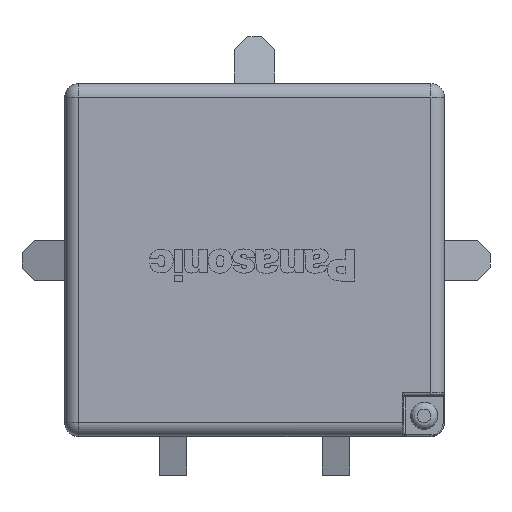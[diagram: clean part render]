
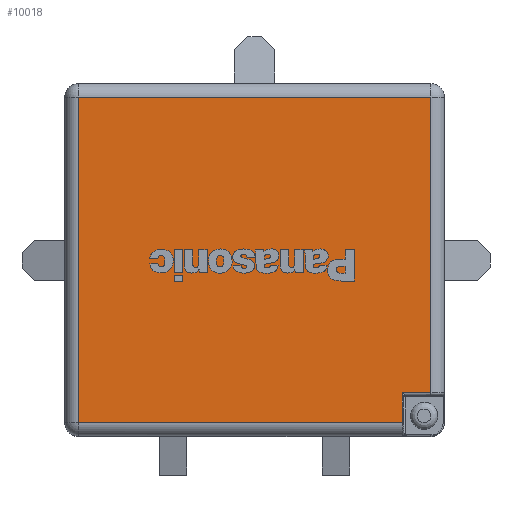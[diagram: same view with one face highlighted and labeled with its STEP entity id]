
A CAD part, top view. The second image highlights one B-rep face of the part: STEP entity #10018.
In plain terms, the highlighted planar face has unit normal (0, 0, 1).
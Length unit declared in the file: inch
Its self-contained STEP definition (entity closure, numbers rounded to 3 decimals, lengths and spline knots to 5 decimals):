
#324=LINE('',#14363,#1294);
#342=LINE('',#14401,#1312);
#343=LINE('',#14404,#1313);
#344=LINE('',#14406,#1314);
#345=LINE('',#14408,#1315);
#346=LINE('',#14409,#1316);
#1294=VECTOR('',#11513,0.3937);
#1312=VECTOR('',#11541,0.3937);
#1313=VECTOR('',#11546,0.3937);
#1314=VECTOR('',#11547,0.3937);
#1315=VECTOR('',#11548,0.3937);
#1316=VECTOR('',#11549,0.3937);
#2214=PLANE('',#10777);
#2548=FACE_OUTER_BOUND('',#3109,.T.);
#3109=EDGE_LOOP('',(#6642,#6643,#6644,#6645,#6646,#6647));
#4131=VERTEX_POINT('',#14208);
#4133=VERTEX_POINT('',#14226);
#4143=VERTEX_POINT('',#14358);
#4158=VERTEX_POINT('',#14400);
#4159=VERTEX_POINT('',#14405);
#4160=VERTEX_POINT('',#14407);
#5106=EDGE_CURVE('',#4131,#4143,#324,.T.);
#5125=EDGE_CURVE('',#4143,#4158,#342,.T.);
#5127=EDGE_CURVE('',#4133,#4131,#343,.T.);
#5128=EDGE_CURVE('',#4159,#4133,#344,.T.);
#5129=EDGE_CURVE('',#4160,#4159,#345,.T.);
#5130=EDGE_CURVE('',#4158,#4160,#346,.T.);
#6642=ORIENTED_EDGE('',*,*,#5106,.F.);
#6643=ORIENTED_EDGE('',*,*,#5127,.F.);
#6644=ORIENTED_EDGE('',*,*,#5128,.F.);
#6645=ORIENTED_EDGE('',*,*,#5129,.F.);
#6646=ORIENTED_EDGE('',*,*,#5130,.F.);
#6647=ORIENTED_EDGE('',*,*,#5125,.F.);
#10018=ADVANCED_FACE('',(#2548),#2214,.T.);
#10777=AXIS2_PLACEMENT_3D('',#14403,#11544,#11545);
#11513=DIRECTION('',(0.,-1.,0.));
#11541=DIRECTION('',(-1.,0.,0.));
#11544=DIRECTION('center_axis',(0.,0.,1.));
#11545=DIRECTION('ref_axis',(1.,0.,0.));
#11546=DIRECTION('',(-1.,0.,0.));
#11547=DIRECTION('',(0.,-1.,0.));
#11548=DIRECTION('',(1.,0.,0.));
#11549=DIRECTION('',(0.,1.,0.));
#14208=CARTESIAN_POINT('',(0.21457,-0.19291,0.44094));
#14226=CARTESIAN_POINT('',(0.25591,-0.19291,0.44094));
#14358=CARTESIAN_POINT('',(0.21457,-0.23622,0.44094));
#14363=CARTESIAN_POINT('',(0.21457,-0.12795,0.44094));
#14400=CARTESIAN_POINT('',(-0.25591,-0.23622,0.44094));
#14401=CARTESIAN_POINT('',(-0.12795,-0.23622,0.44094));
#14403=CARTESIAN_POINT('Origin',(0.,0.,0.44094));
#14404=CARTESIAN_POINT('',(0.10827,-0.19291,0.44094));
#14405=CARTESIAN_POINT('',(0.25591,0.23622,0.44094));
#14406=CARTESIAN_POINT('',(0.25591,-0.11811,0.44094));
#14407=CARTESIAN_POINT('',(-0.25591,0.23622,0.44094));
#14408=CARTESIAN_POINT('',(0.12795,0.23622,0.44094));
#14409=CARTESIAN_POINT('',(-0.25591,0.11811,0.44094));
